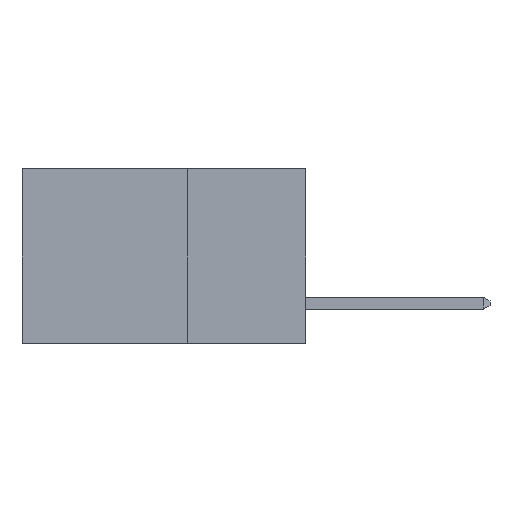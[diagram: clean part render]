
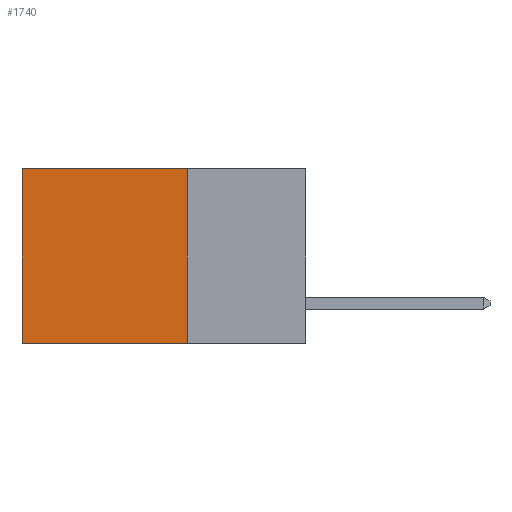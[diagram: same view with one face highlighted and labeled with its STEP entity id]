
A CAD part, left-side view. The second image highlights one B-rep face of the part: STEP entity #1740.
In plain terms, the highlighted planar face has unit normal (-1, 0, 0).
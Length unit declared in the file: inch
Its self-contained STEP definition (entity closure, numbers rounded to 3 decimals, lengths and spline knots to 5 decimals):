
#132 = EDGE_CURVE ( 'NONE', #537, #2814, #5056, .T. ) ;
#486 = CARTESIAN_POINT ( 'NONE',  ( 0.2615, 0.6, 0. ) ) ;
#518 = ORIENTED_EDGE ( 'NONE', *, *, #5939, .T. ) ;
#537 = VERTEX_POINT ( 'NONE', #7298 ) ;
#616 = EDGE_LOOP ( 'NONE', ( #518, #1494, #5988, #2362 ) ) ;
#695 = LINE ( 'NONE', #8055, #4098 ) ;
#765 = CARTESIAN_POINT ( 'NONE',  ( 0.2615, 0.25, -0.37 ) ) ;
#851 = DIRECTION ( 'NONE',  ( 0., 1., 0. ) ) ;
#1092 = CARTESIAN_POINT ( 'NONE',  ( 0.2615, 0.25, -0.37 ) ) ;
#1365 = VECTOR ( 'NONE', #7968, 39.37008 ) ;
#1494 = ORIENTED_EDGE ( 'NONE', *, *, #3081, .F. ) ;
#1740 = ADVANCED_FACE ( 'NONE', ( #4209 ), #6323, .F. ) ;
#2147 = DIRECTION ( 'NONE',  ( 0., 0., -1. ) ) ;
#2362 = ORIENTED_EDGE ( 'NONE', *, *, #2715, .T. ) ;
#2715 = EDGE_CURVE ( 'NONE', #537, #5300, #695, .T. ) ;
#2814 = VERTEX_POINT ( 'NONE', #1092 ) ;
#3081 = EDGE_CURVE ( 'NONE', #2814, #6190, #7735, .T. ) ;
#3301 = VECTOR ( 'NONE', #2147, 39.37008 ) ;
#3729 = AXIS2_PLACEMENT_3D ( 'NONE', #7270, #7049, #7041 ) ;
#4098 = VECTOR ( 'NONE', #851, 39.37008 ) ;
#4168 = CARTESIAN_POINT ( 'NONE',  ( 0.2615, 0.6, -0.37 ) ) ;
#4209 = FACE_OUTER_BOUND ( 'NONE', #616, .T. ) ;
#4711 = VECTOR ( 'NONE', #5825, 39.37008 ) ;
#5056 = LINE ( 'NONE', #765, #3301 ) ;
#5174 = CARTESIAN_POINT ( 'NONE',  ( 0.2615, 0.25, -0.37 ) ) ;
#5300 = VERTEX_POINT ( 'NONE', #486 ) ;
#5825 = DIRECTION ( 'NONE',  ( 0., 1., 0. ) ) ;
#5939 = EDGE_CURVE ( 'NONE', #5300, #6190, #7756, .T. ) ;
#5988 = ORIENTED_EDGE ( 'NONE', *, *, #132, .F. ) ;
#6190 = VERTEX_POINT ( 'NONE', #4168 ) ;
#6323 = PLANE ( 'NONE',  #3729 ) ;
#7041 = DIRECTION ( 'NONE',  ( 0., 0., -1. ) ) ;
#7049 = DIRECTION ( 'NONE',  ( 1., 0., 0. ) ) ;
#7270 = CARTESIAN_POINT ( 'NONE',  ( 0.2615, 0.25, -0.37 ) ) ;
#7298 = CARTESIAN_POINT ( 'NONE',  ( 0.2615, 0.25, 0. ) ) ;
#7735 = LINE ( 'NONE', #5174, #4711 ) ;
#7756 = LINE ( 'NONE', #7986, #1365 ) ;
#7968 = DIRECTION ( 'NONE',  ( 0., 0., -1. ) ) ;
#7986 = CARTESIAN_POINT ( 'NONE',  ( 0.2615, 0.6, -0.37 ) ) ;
#8055 = CARTESIAN_POINT ( 'NONE',  ( 0.2615, 0.25, 0. ) ) ;
